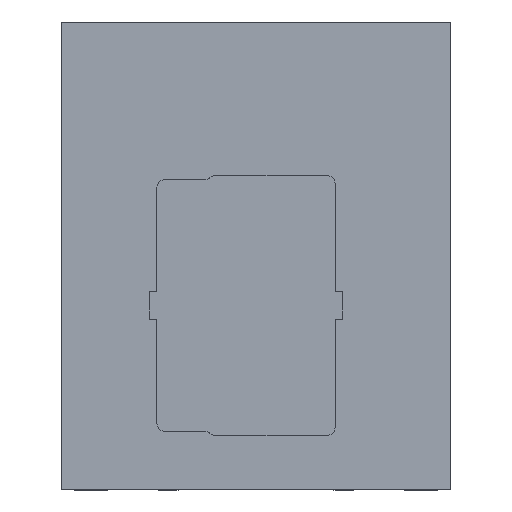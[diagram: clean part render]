
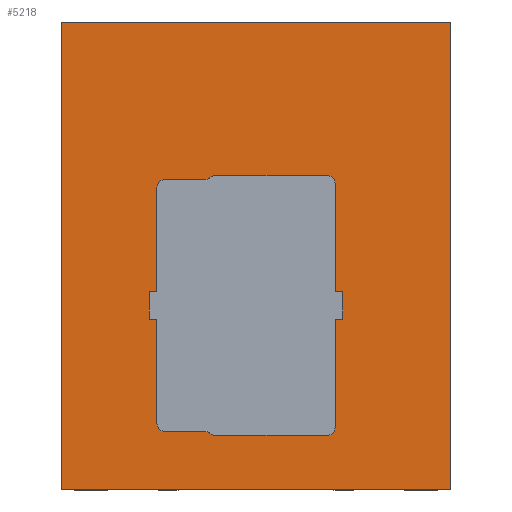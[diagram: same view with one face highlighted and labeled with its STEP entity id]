
A CAD part, top view. The second image highlights one B-rep face of the part: STEP entity #5218.
In plain terms, the highlighted face is planar.
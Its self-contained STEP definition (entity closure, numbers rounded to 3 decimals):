
#1691=DIRECTION('',(0.,0.,1.));
#1692=VECTOR('',#1691,6.);
#1693=CARTESIAN_POINT('',(-2.5,1.,-3.));
#1694=LINE('',#1693,#1692);
#1698=DIRECTION('',(-1.,0.,0.));
#1699=VECTOR('',#1698,5.);
#1700=CARTESIAN_POINT('',(2.5,1.,-3.));
#1701=LINE('',#1700,#1699);
#1705=DIRECTION('',(0.,0.,-1.));
#1706=VECTOR('',#1705,6.);
#1707=CARTESIAN_POINT('',(2.5,1.,3.));
#1708=LINE('',#1707,#1706);
#1712=DIRECTION('',(1.,0.,0.));
#1713=VECTOR('',#1712,5.);
#1714=CARTESIAN_POINT('',(-2.5,1.,3.));
#1715=LINE('',#1714,#1713);
#1719=DIRECTION('',(0.,0.,1.));
#1720=VECTOR('',#1719,1.34);
#1721=CARTESIAN_POINT('',(-1.27,1.,-0.88));
#1722=LINE('',#1721,#1720);
#1726=DIRECTION('',(-1.,0.,0.));
#1727=VECTOR('',#1726,0.1);
#1728=CARTESIAN_POINT('',(-1.27,1.,0.46));
#1729=LINE('',#1728,#1727);
#1733=DIRECTION('',(0.,0.,1.));
#1734=VECTOR('',#1733,0.35);
#1735=CARTESIAN_POINT('',(-1.37,1.,0.46));
#1736=LINE('',#1735,#1734);
#1740=DIRECTION('',(1.,0.,0.));
#1741=VECTOR('',#1740,0.1);
#1742=CARTESIAN_POINT('',(-1.37,1.,0.81));
#1743=LINE('',#1742,#1741);
#1747=DIRECTION('',(0.,0.,1.));
#1748=VECTOR('',#1747,1.34);
#1749=CARTESIAN_POINT('',(-1.27,1.,0.81));
#1750=LINE('',#1749,#1748);
#1754=CARTESIAN_POINT('',(-1.17,1.,2.15));
#1755=DIRECTION('',(0.,1.,0.));
#1756=DIRECTION('',(-1.,0.,0.));
#1757=AXIS2_PLACEMENT_3D('',#1754,#1755,#1756);
#1762=DIRECTION('',(-1.,0.,0.));
#1763=VECTOR('',#1762,0.513);
#1764=CARTESIAN_POINT('',(-0.657,1.,2.25));
#1765=LINE('',#1764,#1763);
#1769=CARTESIAN_POINT('',(-0.657,1.,2.35));
#1770=DIRECTION('',(0.,1.,0.));
#1771=DIRECTION('',(0.661,0.,-0.75));
#1772=AXIS2_PLACEMENT_3D('',#1769,#1770,#1771);
#1777=CARTESIAN_POINT('',(-0.524,1.,2.2));
#1778=DIRECTION('',(0.,1.,0.));
#1779=DIRECTION('',(-0.661,0.,0.75));
#1780=AXIS2_PLACEMENT_3D('',#1777,#1778,#1779);
#1785=DIRECTION('',(1.,0.,0.));
#1786=VECTOR('',#1785,1.443);
#1787=CARTESIAN_POINT('',(-0.529,1.,2.3));
#1788=LINE('',#1787,#1786);
#1792=CARTESIAN_POINT('',(0.914,1.,2.2));
#1793=DIRECTION('',(0.,-1.,0.));
#1794=DIRECTION('',(1.,0.,0.));
#1795=AXIS2_PLACEMENT_3D('',#1792,#1793,#1794);
#1800=DIRECTION('',(0.,0.,-1.));
#1801=VECTOR('',#1800,1.39);
#1802=CARTESIAN_POINT('',(1.014,1.,2.2));
#1803=LINE('',#1802,#1801);
#1807=DIRECTION('',(1.,0.,0.));
#1808=VECTOR('',#1807,0.1);
#1809=CARTESIAN_POINT('',(1.014,1.,0.81));
#1810=LINE('',#1809,#1808);
#1814=DIRECTION('',(0.,0.,-1.));
#1815=VECTOR('',#1814,0.35);
#1816=CARTESIAN_POINT('',(1.114,1.,0.81));
#1817=LINE('',#1816,#1815);
#1821=DIRECTION('',(-1.,0.,0.));
#1822=VECTOR('',#1821,0.1);
#1823=CARTESIAN_POINT('',(1.114,1.,0.46));
#1824=LINE('',#1823,#1822);
#1828=DIRECTION('',(0.,0.,-1.));
#1829=VECTOR('',#1828,1.39);
#1830=CARTESIAN_POINT('',(1.014,1.,0.46));
#1831=LINE('',#1830,#1829);
#1835=CARTESIAN_POINT('',(0.914,1.,-0.93));
#1836=DIRECTION('',(0.,-1.,0.));
#1837=DIRECTION('',(0.,0.,-1.));
#1838=AXIS2_PLACEMENT_3D('',#1835,#1836,#1837);
#1843=DIRECTION('',(-1.,0.,0.));
#1844=VECTOR('',#1843,1.443);
#1845=CARTESIAN_POINT('',(0.914,1.,-1.03));
#1846=LINE('',#1845,#1844);
#1850=CARTESIAN_POINT('',(-0.524,1.,-0.93));
#1851=DIRECTION('',(0.,1.,0.));
#1852=DIRECTION('',(-0.045,0.,-0.999));
#1853=AXIS2_PLACEMENT_3D('',#1850,#1851,#1852);
#1858=CARTESIAN_POINT('',(-0.657,1.,-1.08));
#1859=DIRECTION('',(0.,1.,0.));
#1860=DIRECTION('',(0.,0.,1.));
#1861=AXIS2_PLACEMENT_3D('',#1858,#1859,#1860);
#1866=DIRECTION('',(1.,0.,0.));
#1867=VECTOR('',#1866,0.513);
#1868=CARTESIAN_POINT('',(-1.17,1.,-0.98));
#1869=LINE('',#1868,#1867);
#1873=CARTESIAN_POINT('',(-1.17,1.,-0.88));
#1874=DIRECTION('',(0.,-1.,0.));
#1875=DIRECTION('',(-1.,0.,0.));
#1876=AXIS2_PLACEMENT_3D('',#1873,#1874,#1875);
#3753=CARTESIAN_POINT('',(-2.5,1.,-3.));
#3754=CARTESIAN_POINT('',(-2.5,1.,3.));
#3755=VERTEX_POINT('',#3753);
#3756=VERTEX_POINT('',#3754);
#3757=CARTESIAN_POINT('',(2.5,1.,3.));
#3758=VERTEX_POINT('',#3757);
#3759=CARTESIAN_POINT('',(2.5,1.,-3.));
#3760=VERTEX_POINT('',#3759);
#4205=CARTESIAN_POINT('',(-1.27,1.,-0.88));
#4206=CARTESIAN_POINT('',(-1.27,1.,0.46));
#4207=VERTEX_POINT('',#4205);
#4208=VERTEX_POINT('',#4206);
#4209=CARTESIAN_POINT('',(-0.529,1.,2.3));
#4210=CARTESIAN_POINT('',(0.914,1.,2.3));
#4211=VERTEX_POINT('',#4209);
#4212=VERTEX_POINT('',#4210);
#4213=CARTESIAN_POINT('',(1.014,1.,2.2));
#4214=CARTESIAN_POINT('',(1.014,1.,0.81));
#4215=VERTEX_POINT('',#4213);
#4216=VERTEX_POINT('',#4214);
#4217=CARTESIAN_POINT('',(0.914,1.,-1.03));
#4218=CARTESIAN_POINT('',(-0.529,1.,-1.03));
#4219=VERTEX_POINT('',#4217);
#4220=VERTEX_POINT('',#4218);
#4397=CARTESIAN_POINT('',(-1.27,1.,0.81));
#4398=CARTESIAN_POINT('',(-1.27,1.,2.15));
#4399=VERTEX_POINT('',#4397);
#4400=VERTEX_POINT('',#4398);
#4401=CARTESIAN_POINT('',(1.014,1.,0.46));
#4402=CARTESIAN_POINT('',(1.014,1.,-0.93));
#4403=VERTEX_POINT('',#4401);
#4404=VERTEX_POINT('',#4402);
#4405=CARTESIAN_POINT('',(-1.37,1.,0.46));
#4406=VERTEX_POINT('',#4405);
#4407=CARTESIAN_POINT('',(-1.37,1.,0.81));
#4408=VERTEX_POINT('',#4407);
#4409=CARTESIAN_POINT('',(1.114,1.,0.81));
#4410=VERTEX_POINT('',#4409);
#4411=CARTESIAN_POINT('',(1.114,1.,0.46));
#4412=VERTEX_POINT('',#4411);
#4441=CARTESIAN_POINT('',(-0.657,1.,-0.98));
#4442=CARTESIAN_POINT('',(-0.59,1.,-1.005));
#4443=VERTEX_POINT('',#4441);
#4444=VERTEX_POINT('',#4442);
#4445=CARTESIAN_POINT('',(-1.17,1.,-0.98));
#4446=VERTEX_POINT('',#4445);
#4447=CARTESIAN_POINT('',(-0.657,1.,2.25));
#4448=CARTESIAN_POINT('',(-1.17,1.,2.25));
#4449=VERTEX_POINT('',#4447);
#4450=VERTEX_POINT('',#4448);
#4451=CARTESIAN_POINT('',(-0.59,1.,2.275));
#4452=VERTEX_POINT('',#4451);
#5161=CARTESIAN_POINT('',(0.,1.,0.));
#5162=DIRECTION('',(0.,1.,0.));
#5163=DIRECTION('',(1.,0.,0.));
#5164=AXIS2_PLACEMENT_3D('',#5161,#5162,#5163);
#5165=PLANE('',#5164);
#5166=ORIENTED_EDGE('',*,*,#4903,.F.);
#5167=ORIENTED_EDGE('',*,*,#4995,.F.);
#5168=ORIENTED_EDGE('',*,*,#5037,.F.);
#5169=ORIENTED_EDGE('',*,*,#5127,.F.);
#5170=EDGE_LOOP('',(#5166,#5167,#5168,#5169));
#5171=FACE_OUTER_BOUND('',#5170,.F.);
#5173=ORIENTED_EDGE('',*,*,#5172,.T.);
#5175=ORIENTED_EDGE('',*,*,#5174,.T.);
#5177=ORIENTED_EDGE('',*,*,#5176,.T.);
#5179=ORIENTED_EDGE('',*,*,#5178,.T.);
#5181=ORIENTED_EDGE('',*,*,#5180,.T.);
#5183=ORIENTED_EDGE('',*,*,#5182,.T.);
#5185=ORIENTED_EDGE('',*,*,#5184,.F.);
#5187=ORIENTED_EDGE('',*,*,#5186,.F.);
#5189=ORIENTED_EDGE('',*,*,#5188,.T.);
#5191=ORIENTED_EDGE('',*,*,#5190,.T.);
#5193=ORIENTED_EDGE('',*,*,#5192,.F.);
#5195=ORIENTED_EDGE('',*,*,#5194,.T.);
#5197=ORIENTED_EDGE('',*,*,#5196,.T.);
#5199=ORIENTED_EDGE('',*,*,#5198,.T.);
#5201=ORIENTED_EDGE('',*,*,#5200,.T.);
#5203=ORIENTED_EDGE('',*,*,#5202,.T.);
#5205=ORIENTED_EDGE('',*,*,#5204,.F.);
#5207=ORIENTED_EDGE('',*,*,#5206,.T.);
#5209=ORIENTED_EDGE('',*,*,#5208,.T.);
#5211=ORIENTED_EDGE('',*,*,#5210,.F.);
#5213=ORIENTED_EDGE('',*,*,#5212,.F.);
#5215=ORIENTED_EDGE('',*,*,#5214,.F.);
#5216=EDGE_LOOP('',(#5173,#5175,#5177,#5179,#5181,#5183,#5185,#5187,#5189,#5191,
#5193,#5195,#5197,#5199,#5201,#5203,#5205,#5207,#5209,#5211,#5213,#5215));
#5217=FACE_BOUND('',#5216,.F.);
#1758=CIRCLE('',#1757,0.1);
#1773=CIRCLE('',#1772,0.1);
#1781=CIRCLE('',#1780,0.1);
#1796=CIRCLE('',#1795,0.1);
#1839=CIRCLE('',#1838,0.1);
#1854=CIRCLE('',#1853,0.1);
#1862=CIRCLE('',#1861,0.1);
#1877=CIRCLE('',#1876,0.1);
#4903=EDGE_CURVE('',#3755,#3756,#1694,.T.);
#4995=EDGE_CURVE('',#3760,#3755,#1701,.T.);
#5037=EDGE_CURVE('',#3758,#3760,#1708,.T.);
#5127=EDGE_CURVE('',#3756,#3758,#1715,.T.);
#5172=EDGE_CURVE('',#4207,#4208,#1722,.T.);
#5174=EDGE_CURVE('',#4208,#4406,#1729,.T.);
#5176=EDGE_CURVE('',#4406,#4408,#1736,.T.);
#5178=EDGE_CURVE('',#4408,#4399,#1743,.T.);
#5180=EDGE_CURVE('',#4399,#4400,#1750,.T.);
#5182=EDGE_CURVE('',#4400,#4450,#1758,.T.);
#5184=EDGE_CURVE('',#4449,#4450,#1765,.T.);
#5186=EDGE_CURVE('',#4452,#4449,#1773,.T.);
#5188=EDGE_CURVE('',#4452,#4211,#1781,.T.);
#5190=EDGE_CURVE('',#4211,#4212,#1788,.T.);
#5192=EDGE_CURVE('',#4215,#4212,#1796,.T.);
#5194=EDGE_CURVE('',#4215,#4216,#1803,.T.);
#5196=EDGE_CURVE('',#4216,#4410,#1810,.T.);
#5198=EDGE_CURVE('',#4410,#4412,#1817,.T.);
#5200=EDGE_CURVE('',#4412,#4403,#1824,.T.);
#5202=EDGE_CURVE('',#4403,#4404,#1831,.T.);
#5204=EDGE_CURVE('',#4219,#4404,#1839,.T.);
#5206=EDGE_CURVE('',#4219,#4220,#1846,.T.);
#5208=EDGE_CURVE('',#4220,#4444,#1854,.T.);
#5210=EDGE_CURVE('',#4443,#4444,#1862,.T.);
#5212=EDGE_CURVE('',#4446,#4443,#1869,.T.);
#5214=EDGE_CURVE('',#4207,#4446,#1877,.T.);
#5218=ADVANCED_FACE('',(#5171,#5217),#5165,.T.);
